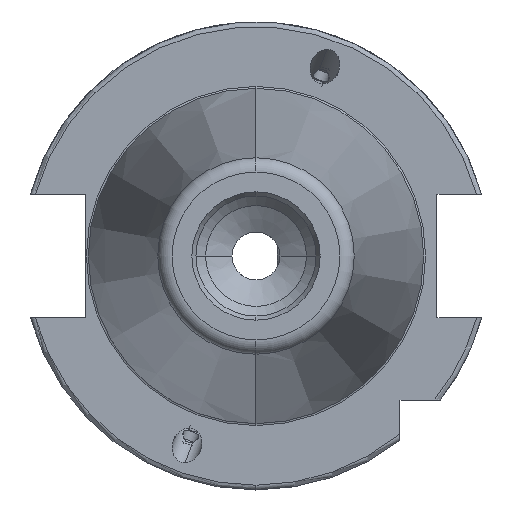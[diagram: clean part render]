
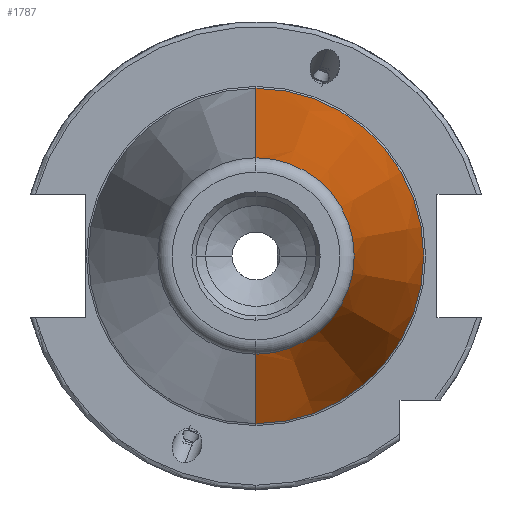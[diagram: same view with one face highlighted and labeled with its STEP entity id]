
A CAD part, left-side view. The second image highlights one B-rep face of the part: STEP entity #1787.
In plain terms, the highlighted conical face has half-angle 8.297 degrees and reference radius 34.925 mm.
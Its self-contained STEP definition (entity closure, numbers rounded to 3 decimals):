
#360 = CARTESIAN_POINT ( 'NONE',  ( 0., 0., -34.925 ) ) ;
#365 = LINE ( 'NONE', #360, #368 ) ;
#368 = VECTOR ( 'NONE', #371, 1000. ) ;
#371 = DIRECTION ( 'NONE',  ( 0.99, 0., -0.144 ) ) ;
#377 = CONICAL_SURFACE ( 'NONE', #385, 34.925, 0.145 ) ;
#381 = DIRECTION ( 'NONE',  ( 0., 0., 1. ) ) ;
#382 = FACE_OUTER_BOUND ( 'NONE', #1763, .T. ) ;
#385 = AXIS2_PLACEMENT_3D ( 'NONE', #387, #386, #381 ) ;
#386 = DIRECTION ( 'NONE',  ( 1., 0., 0. ) ) ;
#387 = CARTESIAN_POINT ( 'NONE',  ( 0., 0., 0. ) ) ;
#389 = CARTESIAN_POINT ( 'NONE',  ( 0., 0., -34.925 ) ) ;
#398 = CARTESIAN_POINT ( 'NONE',  ( 0., 0., 34.925 ) ) ;
#401 = DIRECTION ( 'NONE',  ( 0.99, 0., 0.144 ) ) ;
#406 = LINE ( 'NONE', #421, #420 ) ;
#420 = VECTOR ( 'NONE', #401, 1000. ) ;
#421 = CARTESIAN_POINT ( 'NONE',  ( 0., 0., 34.925 ) ) ;
#422 = CARTESIAN_POINT ( 'NONE',  ( -99.183, 0., 20.461 ) ) ;
#660 = CIRCLE ( 'NONE', #664, 34.925 ) ;
#661 = DIRECTION ( 'NONE',  ( 0., 0., -1. ) ) ;
#662 = DIRECTION ( 'NONE',  ( -1., 0., 0. ) ) ;
#663 = CARTESIAN_POINT ( 'NONE',  ( 0., 0., 0. ) ) ;
#664 = AXIS2_PLACEMENT_3D ( 'NONE', #663, #662, #661 ) ;
#1693 = VERTEX_POINT ( 'NONE', #6600 ) ;
#1694 = EDGE_CURVE ( 'NONE', #1693, #1811, #6603, .T. ) ;
#1755 = ORIENTED_EDGE ( 'NONE', *, *, #1806, .F. ) ;
#1756 = EDGE_CURVE ( 'NONE', #1790, #1789, #660, .T. ) ;
#1763 = EDGE_LOOP ( 'NONE', ( #1803, #1824, #1808, #1755 ) ) ;
#1766 = EDGE_CURVE ( 'NONE', #1693, #1790, #365, .T. ) ;
#1787 = ADVANCED_FACE ( 'NONE', ( #382 ), #377, .T. ) ;
#1789 = VERTEX_POINT ( 'NONE', #398 ) ;
#1790 = VERTEX_POINT ( 'NONE', #389 ) ;
#1803 = ORIENTED_EDGE ( 'NONE', *, *, #1694, .F. ) ;
#1806 = EDGE_CURVE ( 'NONE', #1811, #1789, #406, .T. ) ;
#1808 = ORIENTED_EDGE ( 'NONE', *, *, #1756, .T. ) ;
#1811 = VERTEX_POINT ( 'NONE', #422 ) ;
#1824 = ORIENTED_EDGE ( 'NONE', *, *, #1766, .T. ) ;
#6598 = CARTESIAN_POINT ( 'NONE',  ( -99.183, 0., 0. ) ) ;
#6600 = CARTESIAN_POINT ( 'NONE',  ( -99.183, 0., -20.461 ) ) ;
#6601 = DIRECTION ( 'NONE',  ( -1., 0., 0. ) ) ;
#6602 = DIRECTION ( 'NONE',  ( 0., 0., -1. ) ) ;
#6603 = CIRCLE ( 'NONE', #6606, 20.461 ) ;
#6606 = AXIS2_PLACEMENT_3D ( 'NONE', #6598, #6601, #6602 ) ;
